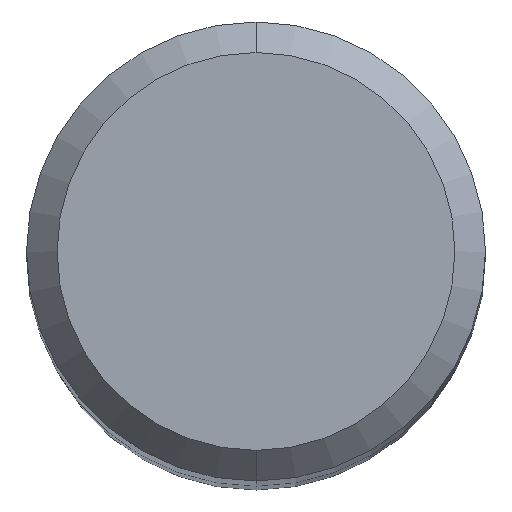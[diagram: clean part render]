
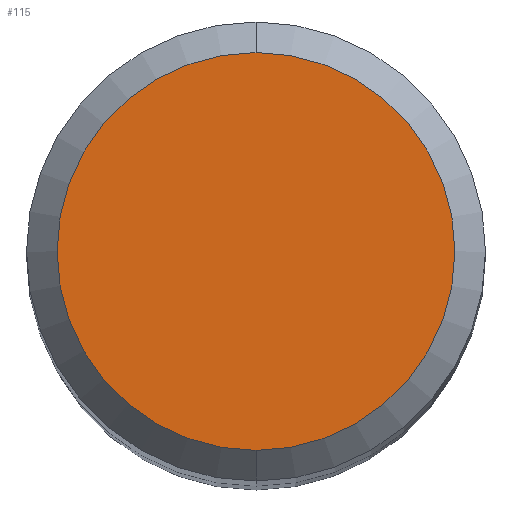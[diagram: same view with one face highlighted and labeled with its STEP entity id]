
A CAD part, top view. The second image highlights one B-rep face of the part: STEP entity #115.
In plain terms, the highlighted planar face has unit normal (0, 0, 1).
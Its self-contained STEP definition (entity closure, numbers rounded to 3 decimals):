
#115=ADVANCED_FACE('',(#268),#269,.T.);
#123=VERTEX_POINT('',#277);
#139=VERTEX_POINT('',#294);
#181=EDGE_CURVE('',#139,#123,#344,.T.);
#201=EDGE_CURVE('',#123,#139,#365,.T.);
#268=FACE_OUTER_BOUND('',#433,.T.);
#269=PLANE('',#434);
#277=CARTESIAN_POINT('',(0.,-2.6,0.0));
#294=CARTESIAN_POINT('',(0.0,2.6,0.0));
#344=CIRCLE('',#534,2.6);
#365=CIRCLE('',#560,2.6);
#433=EDGE_LOOP('',(#628,#629));
#434=AXIS2_PLACEMENT_3D('',#630,#631,#632);
#534=AXIS2_PLACEMENT_3D('',#728,#729,#730);
#560=AXIS2_PLACEMENT_3D('',#746,#747,#748);
#628=ORIENTED_EDGE('',*,*,#181,.F.);
#629=ORIENTED_EDGE('',*,*,#201,.F.);
#630=CARTESIAN_POINT('',(0.0,1.3,0.0));
#631=DIRECTION('',(-0.0,0.0,1.0));
#632=DIRECTION('',(0.0,-1.0,0.0));
#728=CARTESIAN_POINT('',(0.0,0.0,0.0));
#729=DIRECTION('',(0.0,0.0,-1.0));
#730=DIRECTION('',(0.0,1.0,0.0));
#746=CARTESIAN_POINT('',(0.0,0.0,0.0));
#747=DIRECTION('',(0.0,0.0,-1.0));
#748=DIRECTION('',(0.0,1.0,0.0));
